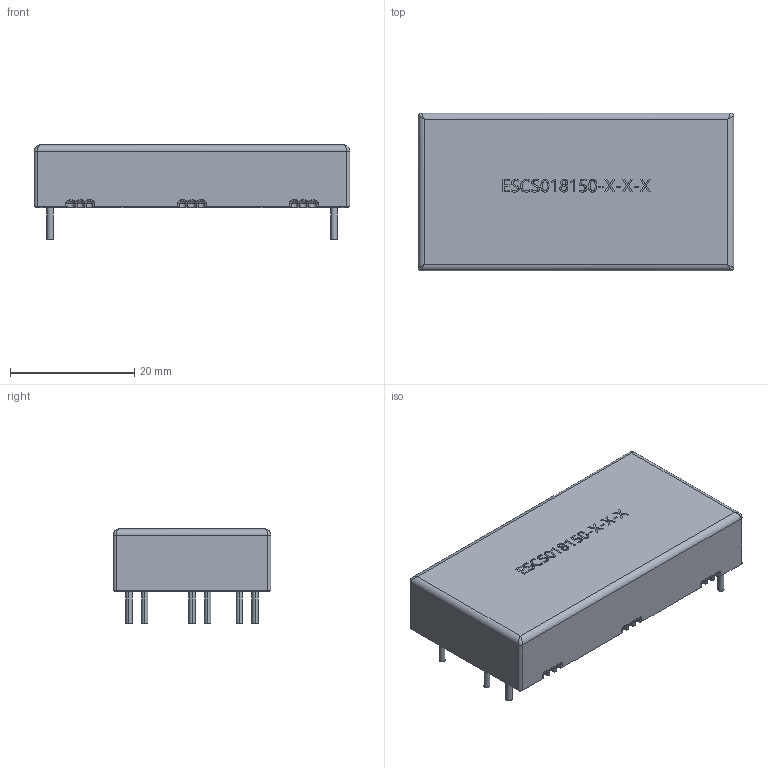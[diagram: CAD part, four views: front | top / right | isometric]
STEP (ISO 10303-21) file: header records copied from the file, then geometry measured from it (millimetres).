
FILE_DESCRIPTION (( 'STEP AP214' ), '1' );
FILE_NAME ('PWRM-TH_ESCS018150-X-X-X.step', '2022-07-09T11:10:27', ( '' ), ( '' ), 'SwSTEP 2.0', 'SolidWorks 2020', '' );
FILE_SCHEMA (( 'AUTOMOTIVE_DESIGN' ));
Length unit declared in the file: millimetre
Products named in the file (1): PWRM-TH_ESCS018150-X-X-X
Bounding box: 50.8 x 25.4 x 15.21 mm (x, y, z)
Volume: 13077.8 mm3; surface area: 4173.2 mm2
Topology: 1 solids, 1 shells, 796 faces, 2077 edges, 1338 vertices
Faces by surface type: plane 393, bspline 203, cylinder 146, torus 54
Entity records: 36028 total; most frequent: CARTESIAN_POINT 11595, ORIENTED_EDGE 4146, DIRECTION 3213, EDGE_CURVE 2073, VERTEX_POINT 1338, VECTOR 1277, LINE 1277, AXIS2_PLACEMENT_3D 968
